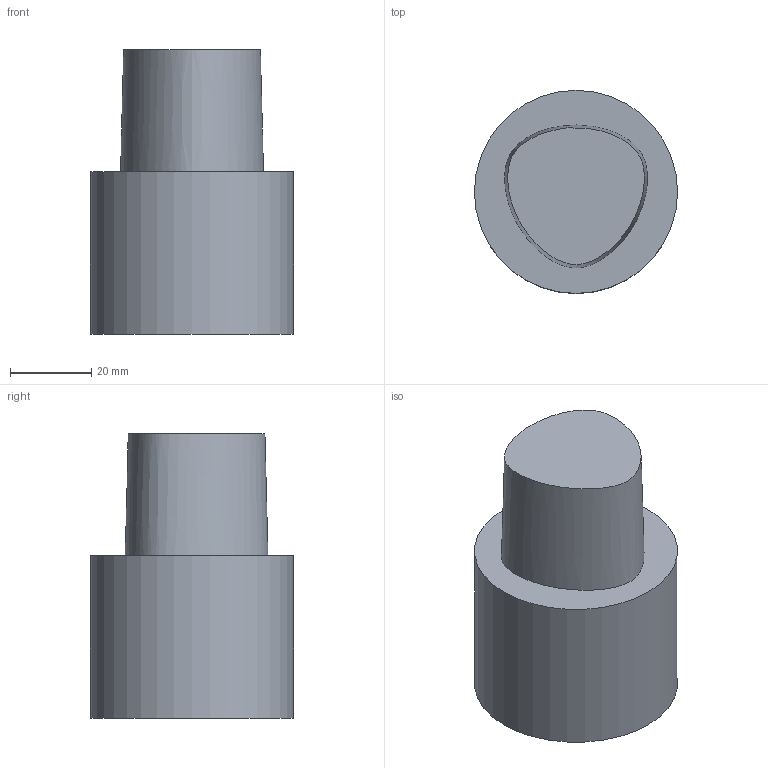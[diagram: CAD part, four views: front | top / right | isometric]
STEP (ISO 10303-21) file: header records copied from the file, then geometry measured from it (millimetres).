
FILE_DESCRIPTION((''),'1');
FILE_NAME('C5-S50-40.stp','2012-11-01T04:29:54',(''),(''),'Spatial Interop R18','Kubotek KeyCreator V8.5.1 (14335)',' ');
FILE_SCHEMA(('CONFIG_CONTROL_DESIGN'));
Length unit declared in the file: millimetre
Products named in the file (1): 1
Bounding box: 49.98 x 49.98 x 70 mm (x, y, z)
Volume: 105722.8 mm3; surface area: 13365.8 mm2
Topology: 1 solids, 1 shells, 5 faces, 6 edges, 4 vertices
Faces by surface type: plane 3, bspline 1, cylinder 1
Full cylindrical faces by diameter (mm): 49.98 x1
Entity records: 661 total; most frequent: CARTESIAN_POINT 544, DIRECTION 14, ORIENTED_EDGE 10, AXIS2_PLACEMENT_3D 7, EDGE_LOOP 7, CC_DESIGN_PERSON_AND_ORGANIZATION_ASSIGNMENT 5, ADVANCED_FACE 5, EDGE_CURVE 5
